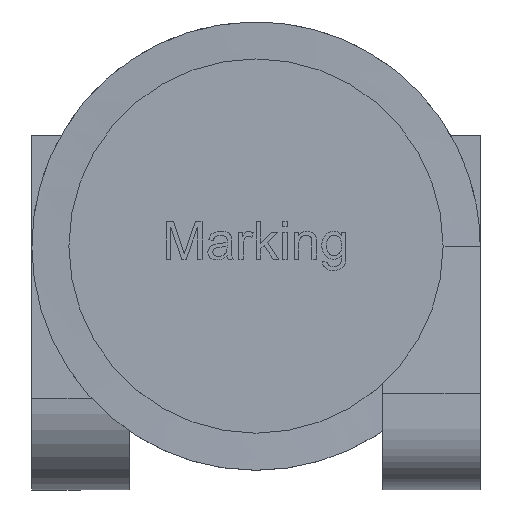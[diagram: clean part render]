
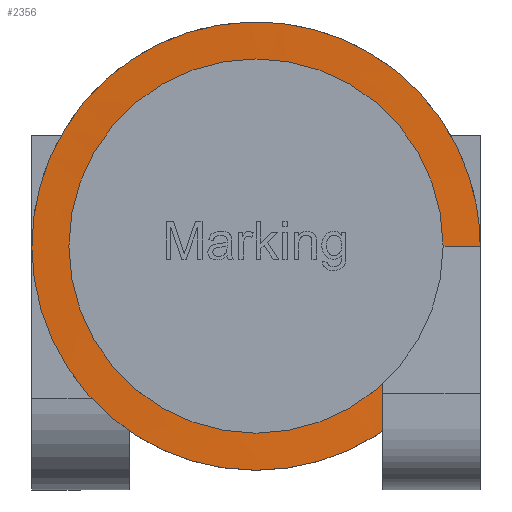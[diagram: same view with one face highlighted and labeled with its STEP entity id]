
A CAD part, top view. The second image highlights one B-rep face of the part: STEP entity #2356.
In plain terms, the highlighted free-form (B-spline) face has degree [1, 2] with [2, 19] control points.
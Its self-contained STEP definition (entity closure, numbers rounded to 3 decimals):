
#41=(
BOUNDED_SURFACE()
B_SPLINE_SURFACE(1,2,((#3136,#3137,#3138,#3139,#3140,#3141,#3142,#3143,
#3144,#3145,#3146,#3147,#3148,#3149,#3150,#3151,#3152,#3153,#3154),(#3155,
#3156,#3157,#3158,#3159,#3160,#3161,#3162,#3163,#3164,#3165,#3166,#3167,
#3168,#3169,#3170,#3171,#3172,#3173)),.RULED_SURF.,.F.,.F.,.F.)
B_SPLINE_SURFACE_WITH_KNOTS((2,2),(3,2,2,2,2,2,2,2,2,3),(0.,1.),(0.,0.083,
0.167,0.25,0.333,0.417,0.5,0.583,
0.667,0.75),.PIECEWISE_BEZIER_KNOTS.)
GEOMETRIC_REPRESENTATION_ITEM()
RATIONAL_B_SPLINE_SURFACE(((1.,0.866,1.,0.866,1.,
0.866,1.,0.866,1.,0.866,1.,0.866,
1.,0.866,1.,0.866,1.,0.866,1.),(1.,
0.866,1.,0.866,1.,0.866,1.,0.866,
1.,0.866,1.,0.866,1.,0.866,1.,0.866,
1.,0.866,1.)))
REPRESENTATION_ITEM('')
SURFACE()
);
#43=(
BOUNDED_CURVE()
B_SPLINE_CURVE(2,(#3040,#3041,#3042,#3043,#3044,#3045,#3046,#3047,#3048,
#3049,#3050,#3051,#3052,#3053,#3054,#3055,#3056,#3057,#3058),
 .UNSPECIFIED.,.F.,.F.)
B_SPLINE_CURVE_WITH_KNOTS((3,2,2,2,2,2,2,2,2,3),(0.,0.083,
0.167,0.25,0.333,0.417,0.5,0.583,
0.667,0.75),.UNSPECIFIED.)
CURVE()
GEOMETRIC_REPRESENTATION_ITEM()
RATIONAL_B_SPLINE_CURVE((1.,0.866,1.,0.866,1.,0.866,
1.,0.866,1.,0.866,1.,0.866,1.,0.866,
1.,0.866,1.,0.866,1.))
REPRESENTATION_ITEM('')
);
#45=(
BOUNDED_CURVE()
B_SPLINE_CURVE(2,(#3117,#3118,#3119,#3120,#3121,#3122,#3123,#3124,#3125,
#3126,#3127,#3128,#3129,#3130,#3131,#3132,#3133,#3134,#3135),
 .UNSPECIFIED.,.F.,.F.)
B_SPLINE_CURVE_WITH_KNOTS((3,2,2,2,2,2,2,2,2,3),(0.,0.083,
0.167,0.25,0.333,0.417,0.5,0.583,
0.667,0.75),.UNSPECIFIED.)
CURVE()
GEOMETRIC_REPRESENTATION_ITEM()
RATIONAL_B_SPLINE_CURVE((1.,0.866,1.,0.866,1.,0.866,
1.,0.866,1.,0.866,1.,0.866,1.,0.866,
1.,0.866,1.,0.866,1.))
REPRESENTATION_ITEM('')
);
#313=ORIENTED_EDGE('',*,*,#764,.T.);
#314=ORIENTED_EDGE('',*,*,#765,.F.);
#315=ORIENTED_EDGE('',*,*,#762,.F.);
#316=ORIENTED_EDGE('',*,*,#738,.T.);
#738=EDGE_CURVE('',#980,#981,#1147,.T.);
#762=EDGE_CURVE('',#980,#990,#43,.T.);
#764=EDGE_CURVE('',#981,#982,#45,.T.);
#765=EDGE_CURVE('',#990,#982,#1165,.T.);
#980=VERTEX_POINT('',#2903);
#981=VERTEX_POINT('',#2907);
#982=VERTEX_POINT('',#2915);
#990=VERTEX_POINT('',#2972);
#1147=LINE('',#2908,#1249);
#1165=LINE('',#3174,#1267);
#1249=VECTOR('',#2606,1000.);
#1267=VECTOR('',#2644,1000.);
#1346=EDGE_LOOP('',(#313,#314,#315,#316));
#1459=FACE_BOUND('',#1346,.T.);
#2356=ADVANCED_FACE('',(#1459),#41,.T.);
#2606=DIRECTION('',(-1.,0.,0.));
#2644=DIRECTION('',(1.,0.,0.));
#2903=CARTESIAN_POINT('',(5.75,0.,0.5));
#2907=CARTESIAN_POINT('',(3.25,0.,0.5));
#2908=CARTESIAN_POINT('',(5.75,0.,0.5));
#2915=CARTESIAN_POINT('',(-3.25,0.,2.25));
#2972=CARTESIAN_POINT('',(-5.75,0.,2.25));
#3040=CARTESIAN_POINT('',(5.75,0.,0.5));
#3041=CARTESIAN_POINT('',(5.75,-3.32,0.597));
#3042=CARTESIAN_POINT('',(2.875,-4.98,0.694));
#3043=CARTESIAN_POINT('',(0.,-6.64,0.792));
#3044=CARTESIAN_POINT('',(-2.875,-4.98,0.889));
#3045=CARTESIAN_POINT('',(-5.75,-3.32,0.986));
#3046=CARTESIAN_POINT('',(-5.75,0.,1.083));
#3047=CARTESIAN_POINT('',(-5.75,3.32,1.181));
#3048=CARTESIAN_POINT('',(-2.875,4.98,1.278));
#3049=CARTESIAN_POINT('',(0.,6.64,1.375));
#3050=CARTESIAN_POINT('',(2.875,4.98,1.472));
#3051=CARTESIAN_POINT('',(5.75,3.32,1.569));
#3052=CARTESIAN_POINT('',(5.75,0.,1.667));
#3053=CARTESIAN_POINT('',(5.75,-3.32,1.764));
#3054=CARTESIAN_POINT('',(2.875,-4.98,1.861));
#3055=CARTESIAN_POINT('',(0.,-6.64,1.958));
#3056=CARTESIAN_POINT('',(-2.875,-4.98,2.056));
#3057=CARTESIAN_POINT('',(-5.75,-3.32,2.153));
#3058=CARTESIAN_POINT('',(-5.75,0.,2.25));
#3117=CARTESIAN_POINT('',(3.25,0.,0.5));
#3118=CARTESIAN_POINT('',(3.25,-1.876,0.597));
#3119=CARTESIAN_POINT('',(1.625,-2.815,0.694));
#3120=CARTESIAN_POINT('',(0.,-3.753,0.792));
#3121=CARTESIAN_POINT('',(-1.625,-2.815,0.889));
#3122=CARTESIAN_POINT('',(-3.25,-1.876,0.986));
#3123=CARTESIAN_POINT('',(-3.25,0.,1.083));
#3124=CARTESIAN_POINT('',(-3.25,1.876,1.181));
#3125=CARTESIAN_POINT('',(-1.625,2.815,1.278));
#3126=CARTESIAN_POINT('',(0.,3.753,1.375));
#3127=CARTESIAN_POINT('',(1.625,2.815,1.472));
#3128=CARTESIAN_POINT('',(3.25,1.876,1.569));
#3129=CARTESIAN_POINT('',(3.25,0.,1.667));
#3130=CARTESIAN_POINT('',(3.25,-1.876,1.764));
#3131=CARTESIAN_POINT('',(1.625,-2.815,1.861));
#3132=CARTESIAN_POINT('',(0.,-3.753,1.958));
#3133=CARTESIAN_POINT('',(-1.625,-2.815,2.056));
#3134=CARTESIAN_POINT('',(-3.25,-1.876,2.153));
#3135=CARTESIAN_POINT('',(-3.25,0.,2.25));
#3136=CARTESIAN_POINT('',(5.75,0.,0.5));
#3137=CARTESIAN_POINT('',(5.75,-3.32,0.597));
#3138=CARTESIAN_POINT('',(2.875,-4.98,0.694));
#3139=CARTESIAN_POINT('',(0.,-6.64,0.792));
#3140=CARTESIAN_POINT('',(-2.875,-4.98,0.889));
#3141=CARTESIAN_POINT('',(-5.75,-3.32,0.986));
#3142=CARTESIAN_POINT('',(-5.75,0.,1.083));
#3143=CARTESIAN_POINT('',(-5.75,3.32,1.181));
#3144=CARTESIAN_POINT('',(-2.875,4.98,1.278));
#3145=CARTESIAN_POINT('',(0.,6.64,1.375));
#3146=CARTESIAN_POINT('',(2.875,4.98,1.472));
#3147=CARTESIAN_POINT('',(5.75,3.32,1.569));
#3148=CARTESIAN_POINT('',(5.75,0.,1.667));
#3149=CARTESIAN_POINT('',(5.75,-3.32,1.764));
#3150=CARTESIAN_POINT('',(2.875,-4.98,1.861));
#3151=CARTESIAN_POINT('',(0.,-6.64,1.958));
#3152=CARTESIAN_POINT('',(-2.875,-4.98,2.056));
#3153=CARTESIAN_POINT('',(-5.75,-3.32,2.153));
#3154=CARTESIAN_POINT('',(-5.75,0.,2.25));
#3155=CARTESIAN_POINT('',(3.25,0.,0.5));
#3156=CARTESIAN_POINT('',(3.25,-1.876,0.597));
#3157=CARTESIAN_POINT('',(1.625,-2.815,0.694));
#3158=CARTESIAN_POINT('',(0.,-3.753,0.792));
#3159=CARTESIAN_POINT('',(-1.625,-2.815,0.889));
#3160=CARTESIAN_POINT('',(-3.25,-1.876,0.986));
#3161=CARTESIAN_POINT('',(-3.25,0.,1.083));
#3162=CARTESIAN_POINT('',(-3.25,1.876,1.181));
#3163=CARTESIAN_POINT('',(-1.625,2.815,1.278));
#3164=CARTESIAN_POINT('',(0.,3.753,1.375));
#3165=CARTESIAN_POINT('',(1.625,2.815,1.472));
#3166=CARTESIAN_POINT('',(3.25,1.876,1.569));
#3167=CARTESIAN_POINT('',(3.25,0.,1.667));
#3168=CARTESIAN_POINT('',(3.25,-1.876,1.764));
#3169=CARTESIAN_POINT('',(1.625,-2.815,1.861));
#3170=CARTESIAN_POINT('',(0.,-3.753,1.958));
#3171=CARTESIAN_POINT('',(-1.625,-2.815,2.056));
#3172=CARTESIAN_POINT('',(-3.25,-1.876,2.153));
#3173=CARTESIAN_POINT('',(-3.25,0.,2.25));
#3174=CARTESIAN_POINT('',(-5.75,0.,2.25));
